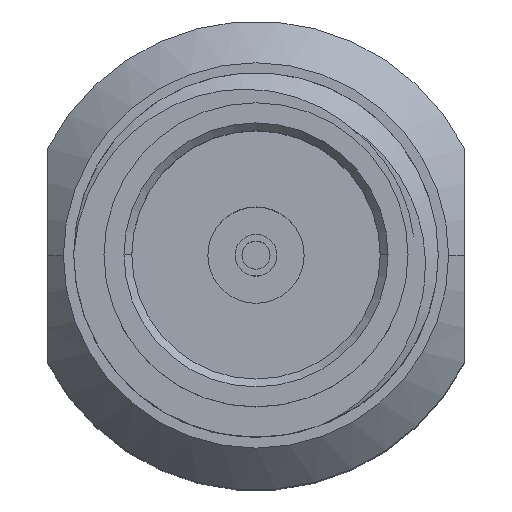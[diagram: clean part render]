
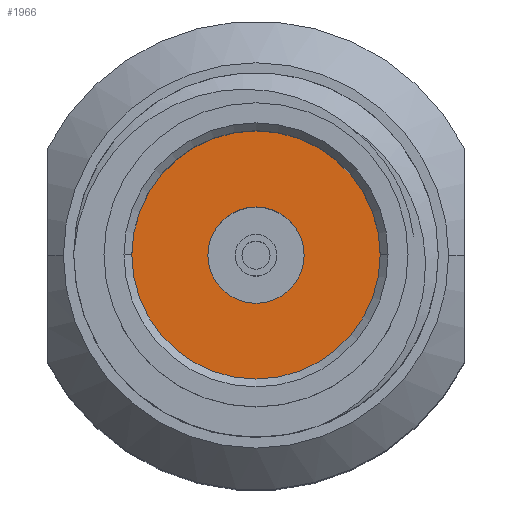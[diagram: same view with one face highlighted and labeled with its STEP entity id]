
A CAD part, top view. The second image highlights one B-rep face of the part: STEP entity #1966.
In plain terms, the highlighted planar face has unit normal (0, 0, 1).
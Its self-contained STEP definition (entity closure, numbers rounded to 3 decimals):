
#142 = FACE_OUTER_BOUND ( 'NONE', #2918, .T. ) ;
#196 = ORIENTED_EDGE ( 'NONE', *, *, #1574, .T. ) ;
#695 = DIRECTION ( 'NONE',  ( 0., 0., 1. ) ) ;
#852 = VERTEX_POINT ( 'NONE', #2642 ) ;
#882 = DIRECTION ( 'NONE',  ( 1., 0., 0. ) ) ;
#1097 = CIRCLE ( 'NONE', #2371, 0.925 ) ;
#1352 = AXIS2_PLACEMENT_3D ( 'NONE', #4637, #3159, #1714 ) ;
#1369 = FACE_BOUND ( 'NONE', #3906, .T. ) ;
#1459 = EDGE_CURVE ( 'NONE', #3569, #3916, #1097, .T. ) ;
#1574 = EDGE_CURVE ( 'NONE', #852, #1926, #4241, .T. ) ;
#1660 = PLANE ( 'NONE',  #1352 ) ;
#1714 = DIRECTION ( 'NONE',  ( 1., 0., 0. ) ) ;
#1743 = CIRCLE ( 'NONE', #3081, 0.925 ) ;
#1748 = CARTESIAN_POINT ( 'NONE',  ( 0., 0., 3.4 ) ) ;
#1926 = VERTEX_POINT ( 'NONE', #2529 ) ;
#1966 = ADVANCED_FACE ( 'NONE', ( #1369, #142 ), #1660, .T. ) ;
#2168 = DIRECTION ( 'NONE',  ( 1., 0., 0. ) ) ;
#2298 = ORIENTED_EDGE ( 'NONE', *, *, #1459, .F. ) ;
#2353 = CARTESIAN_POINT ( 'NONE',  ( 0., 0., 3.4 ) ) ;
#2371 = AXIS2_PLACEMENT_3D ( 'NONE', #4646, #2406, #2714 ) ;
#2406 = DIRECTION ( 'NONE',  ( 0., 0., 1. ) ) ;
#2434 = EDGE_CURVE ( 'NONE', #3916, #3569, #1743, .T. ) ;
#2529 = CARTESIAN_POINT ( 'NONE',  ( -2.385, 0., 3.4 ) ) ;
#2541 = CARTESIAN_POINT ( 'NONE',  ( 0., 0., 3.4 ) ) ;
#2642 = CARTESIAN_POINT ( 'NONE',  ( 2.385, 0., 3.4 ) ) ;
#2684 = CIRCLE ( 'NONE', #3393, 2.385 ) ;
#2714 = DIRECTION ( 'NONE',  ( 1., 0., 0. ) ) ;
#2918 = EDGE_LOOP ( 'NONE', ( #196, #4407 ) ) ;
#3081 = AXIS2_PLACEMENT_3D ( 'NONE', #2353, #4254, #882 ) ;
#3133 = EDGE_CURVE ( 'NONE', #1926, #852, #2684, .T. ) ;
#3159 = DIRECTION ( 'NONE',  ( 0., 0., 1. ) ) ;
#3304 = AXIS2_PLACEMENT_3D ( 'NONE', #1748, #3926, #3955 ) ;
#3393 = AXIS2_PLACEMENT_3D ( 'NONE', #2541, #695, #2168 ) ;
#3486 = CARTESIAN_POINT ( 'NONE',  ( -0.925, 0., 3.4 ) ) ;
#3569 = VERTEX_POINT ( 'NONE', #3486 ) ;
#3607 = ORIENTED_EDGE ( 'NONE', *, *, #2434, .F. ) ;
#3906 = EDGE_LOOP ( 'NONE', ( #3607, #2298 ) ) ;
#3916 = VERTEX_POINT ( 'NONE', #4230 ) ;
#3926 = DIRECTION ( 'NONE',  ( 0., 0., 1. ) ) ;
#3955 = DIRECTION ( 'NONE',  ( 1., 0., 0. ) ) ;
#4230 = CARTESIAN_POINT ( 'NONE',  ( 0.925, 0., 3.4 ) ) ;
#4241 = CIRCLE ( 'NONE', #3304, 2.385 ) ;
#4254 = DIRECTION ( 'NONE',  ( 0., 0., 1. ) ) ;
#4407 = ORIENTED_EDGE ( 'NONE', *, *, #3133, .T. ) ;
#4637 = CARTESIAN_POINT ( 'NONE',  ( 0., 0., 3.4 ) ) ;
#4646 = CARTESIAN_POINT ( 'NONE',  ( 0., 0., 3.4 ) ) ;
